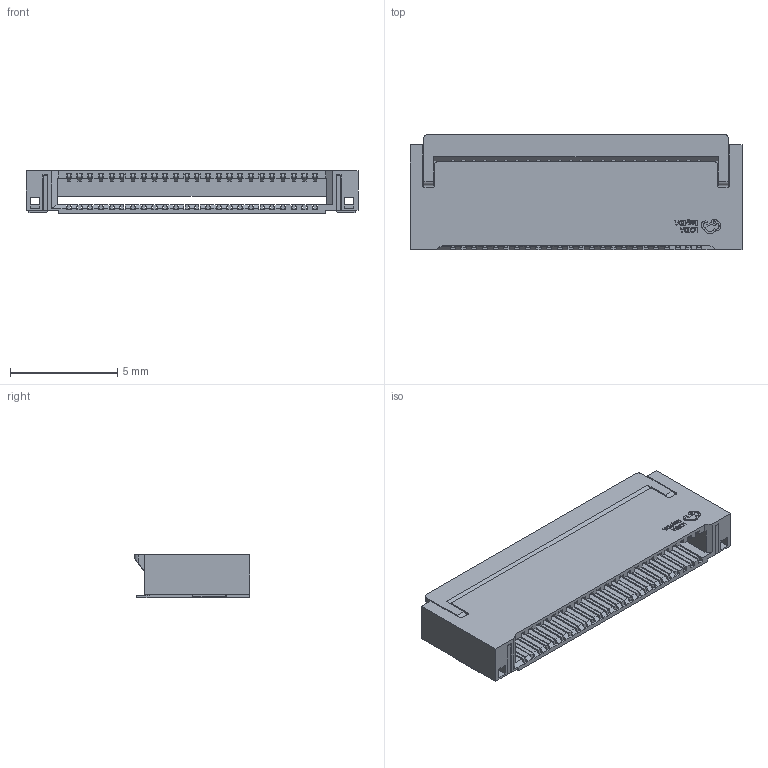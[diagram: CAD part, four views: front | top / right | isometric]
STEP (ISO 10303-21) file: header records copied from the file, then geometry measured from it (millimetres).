
FILE_DESCRIPTION (( 'STEP AP214' ), '1' );
FILE_NAME ('XUNPU FPC-05FB-24PH20.STEP', '2025-07-15T02:37:57', ( '' ), ( '' ), 'SwSTEP 2.0', 'SolidWorks 2023', '' );
FILE_SCHEMA (( 'AUTOMOTIVE_DESIGN' ));
Length unit declared in the file: inch
Products named in the file (4): XUNPU FPC-05FB-24PH20.step; FPC1~FPC-SMD_24P-P0.50_FPC-05FB-24PH20~FPC-SMD_24P-P0.50_FPC-05FB-24PH20~HkDH.step; XUNPU FPC-05FB-24PH20; FPC-SMD_24P-P0.50_FPC-05FB-24PH20~FPC-SMD_24P-P0.50_FPC-05FB-24PH20~HkDH.step
Assembly tree (3 placements, depth 4):
  XUNPU FPC-05FB-24PH20
    XUNPU FPC-05FB-24PH20.step
      FPC1~FPC-SMD_24P-P0.50_FPC-05FB-24PH20~FPC-SMD_24P-P0.50_FPC-05FB-24PH20~HkDH.step
        FPC-SMD_24P-P0.50_FPC-05FB-24PH20~FPC-SMD_24P-P0.50_FPC-05FB-24PH20~HkDH.step
Bounding box: 15.5 x 5.4 x 2.01 mm (x, y, z)
Volume: 66.9 mm3; surface area: 667.1 mm2
Topology: 52 solids, 52 shells, 1058 faces, 2802 edges, 1866 vertices
Faces by surface type: plane 902, bspline 110, cylinder 46
Entity records: 34250 total; most frequent: CARTESIAN_POINT 7922, ORIENTED_EDGE 5604, DIRECTION 4578, EDGE_CURVE 2802, VECTOR 2486, LINE 2486, VERTEX_POINT 1866, EDGE_LOOP 1086
